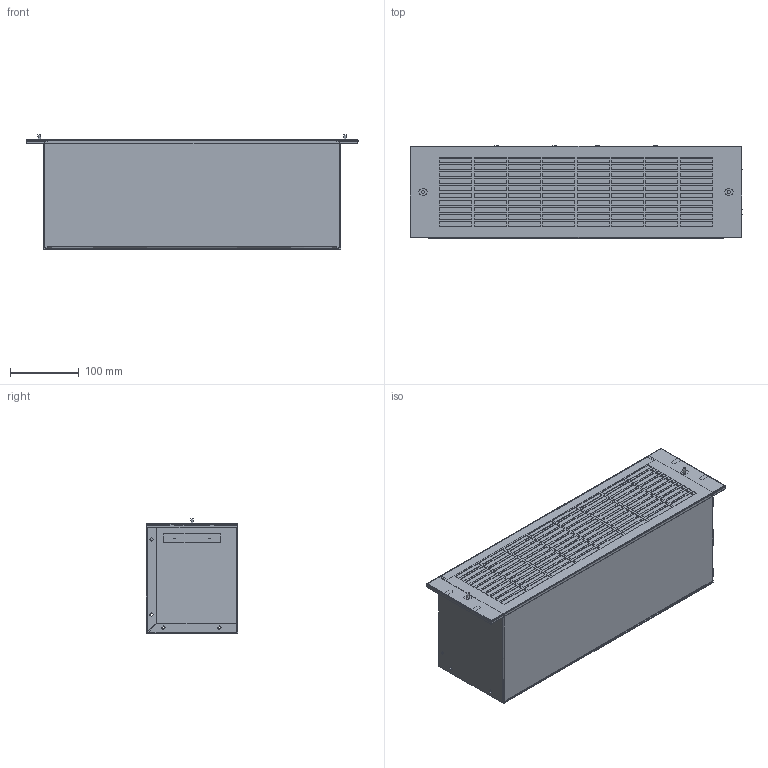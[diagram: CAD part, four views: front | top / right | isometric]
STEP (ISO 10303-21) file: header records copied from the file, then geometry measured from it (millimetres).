
FILE_DESCRIPTION((''),'2;1');
FILE_NAME('KP528D.stp','2018-10-23T14:13:52',( 'User'),('SDRC'),'I-DEAS Master Series 9','UNIX','Yes');
FILE_SCHEMA(('CONFIG_CONTROL_DESIGN', 'GEOMETRIC_VALIDATION_PROPERTIES_MIM','SHAPE_APPEARANCE_LAYER_MIM'));
Length unit declared in the file: inch
Bounding box: 482.61 x 133.73 x 166.7 mm (x, y, z)
Volume: 1276170.2 mm3; surface area: 1066767 mm2
Topology: 31 solids, 58 shells, 1687 faces, 4552 edges, 2932 vertices
Faces by surface type: bspline 1687
Entity records: 61162 total; most frequent: CARTESIAN_POINT 29702, ORIENTED_EDGE 8710, OVER_RIDING_STYLED_ITEM 4549, EDGE_CURVE 4530, VERTEX_POINT 2932, QUASI_UNIFORM_CURVE 2562, EDGE_LOOP 2151, FACE_OUTER_BOUND 1687
